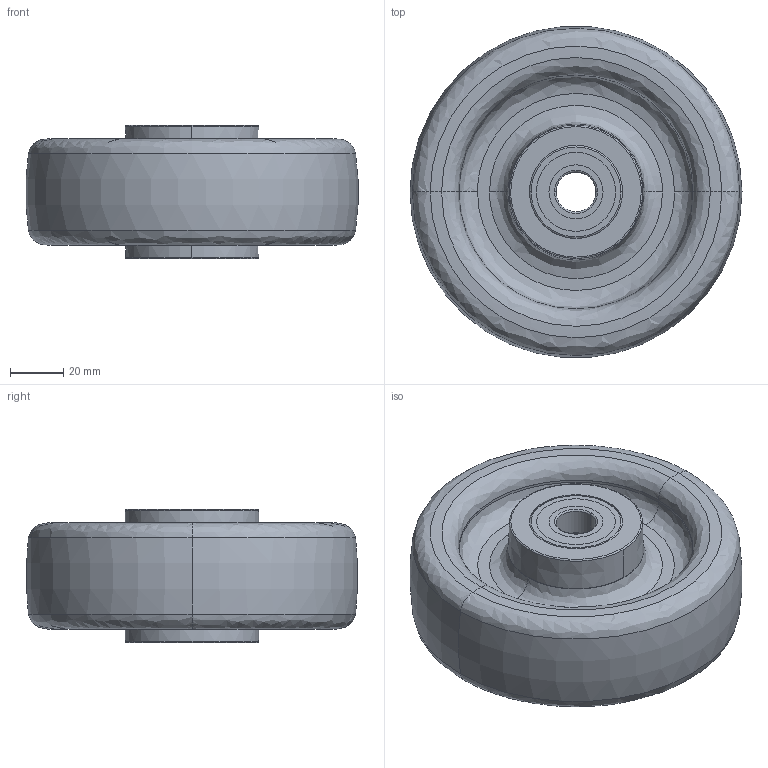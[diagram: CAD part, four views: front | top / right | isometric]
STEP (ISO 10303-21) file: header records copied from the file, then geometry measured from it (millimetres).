
FILE_DESCRIPTION (( 'STEP AP214' ), '1' );
FILE_NAME ('0014303.step', '2020-11-04T11:47:28', ( '' ), ( '' ), 'SwSTEP 2.0', 'SolidWorks 2018', '' );
FILE_SCHEMA (( 'AUTOMOTIVE_DESIGN' ));
Length unit declared in the file: millimetre
Products named in the file (1): 0014303
Bounding box: 124.77 x 124.35 x 50 mm (x, y, z)
Volume: 356687.9 mm3; surface area: 70969.3 mm2
Topology: 12 solids, 20 shells, 286 faces, 644 edges, 408 vertices
Faces by surface type: bspline 80, cylinder 78, plane 66, torus 38, cone 24
Entity records: 11394 total; most frequent: CARTESIAN_POINT 4436, ORIENTED_EDGE 1288, DIRECTION 1232, EDGE_CURVE 644, AXIS2_PLACEMENT_3D 537, VERTEX_POINT 408, CIRCLE 330, EDGE_LOOP 320
